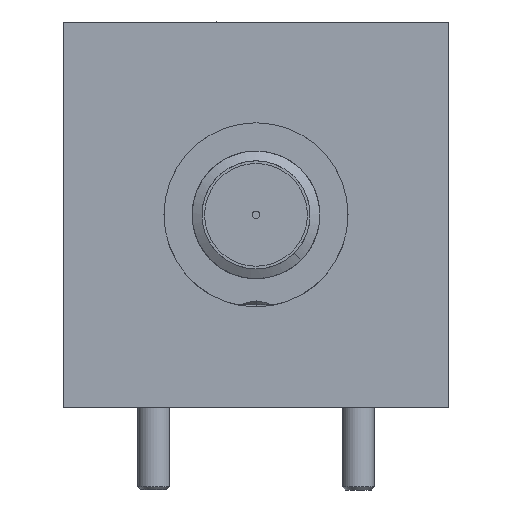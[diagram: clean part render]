
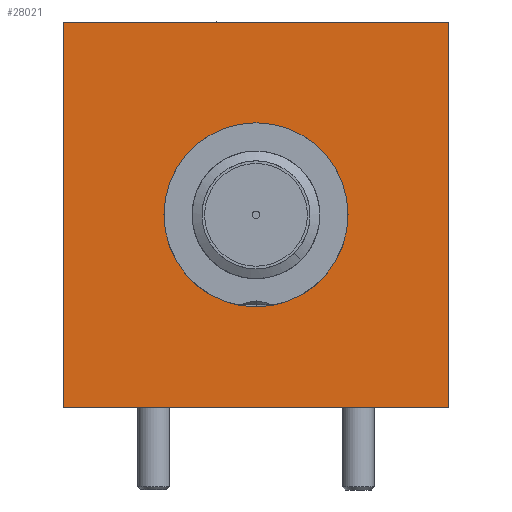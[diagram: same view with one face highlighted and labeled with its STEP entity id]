
A CAD part, left-side view. The second image highlights one B-rep face of the part: STEP entity #28021.
In plain terms, the highlighted planar face has unit normal (-1, 0, 0).
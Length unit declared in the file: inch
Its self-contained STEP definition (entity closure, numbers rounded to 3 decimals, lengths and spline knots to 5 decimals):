
#627 = VERTEX_POINT ( 'NONE', #26403 ) ;
#1152 = CARTESIAN_POINT ( 'NONE',  ( -0.5775, 0.75, -0.375 ) ) ;
#1910 = DIRECTION ( 'NONE',  ( 0., 0., -1. ) ) ;
#1983 = CARTESIAN_POINT ( 'NONE',  ( -0.5775, 0.375, 0. ) ) ;
#2173 = EDGE_CURVE ( 'NONE', #8445, #20390, #28921, .T. ) ;
#2733 = VECTOR ( 'NONE', #20922, 39.37008 ) ;
#3006 = CARTESIAN_POINT ( 'NONE',  ( -0.5775, 0.375, -0.179 ) ) ;
#3684 = FACE_BOUND ( 'NONE', #6911, .T. ) ;
#6023 = ORIENTED_EDGE ( 'NONE', *, *, #15109, .F. ) ;
#6434 = CARTESIAN_POINT ( 'NONE',  ( -0.5775, 0.75, 0.375 ) ) ;
#6694 = ORIENTED_EDGE ( 'NONE', *, *, #19901, .F. ) ;
#6830 = CARTESIAN_POINT ( 'NONE',  ( -0.5775, 0.75, 0.375 ) ) ;
#6911 = EDGE_LOOP ( 'NONE', ( #29888, #6023 ) ) ;
#7562 = VERTEX_POINT ( 'NONE', #21086 ) ;
#8252 = AXIS2_PLACEMENT_3D ( 'NONE', #1983, #14408, #11715 ) ;
#8445 = VERTEX_POINT ( 'NONE', #18437 ) ;
#11715 = DIRECTION ( 'NONE',  ( 0., 0., 1. ) ) ;
#12025 = DIRECTION ( 'NONE',  ( 0., -1., 0. ) ) ;
#12204 = VECTOR ( 'NONE', #23432, 39.37008 ) ;
#13892 = DIRECTION ( 'NONE',  ( 0., 0., 1. ) ) ;
#14152 = FACE_OUTER_BOUND ( 'NONE', #32022, .T. ) ;
#14228 = PLANE ( 'NONE',  #22230 ) ;
#14408 = DIRECTION ( 'NONE',  ( -1., 0., 0. ) ) ;
#15027 = VERTEX_POINT ( 'NONE', #27799 ) ;
#15102 = DIRECTION ( 'NONE',  ( -1., 0., 0. ) ) ;
#15109 = EDGE_CURVE ( 'NONE', #20390, #8445, #26341, .T. ) ;
#15613 = CARTESIAN_POINT ( 'NONE',  ( -0.5775, 0.75, 0.375 ) ) ;
#16509 = EDGE_CURVE ( 'NONE', #7562, #15027, #17026, .T. ) ;
#16714 = DIRECTION ( 'NONE',  ( 1., 0., 0. ) ) ;
#17026 = LINE ( 'NONE', #1152, #2733 ) ;
#18007 = LINE ( 'NONE', #23231, #12204 ) ;
#18437 = CARTESIAN_POINT ( 'NONE',  ( -0.5775, 0.375, 0.179 ) ) ;
#18861 = CARTESIAN_POINT ( 'NONE',  ( -0.5775, 0., 0.375 ) ) ;
#19234 = VERTEX_POINT ( 'NONE', #15613 ) ;
#19321 = AXIS2_PLACEMENT_3D ( 'NONE', #29640, #15102, #25011 ) ;
#19901 = EDGE_CURVE ( 'NONE', #7562, #19234, #18007, .T. ) ;
#20060 = LINE ( 'NONE', #18861, #24425 ) ;
#20390 = VERTEX_POINT ( 'NONE', #3006 ) ;
#20922 = DIRECTION ( 'NONE',  ( 0., -1., 0. ) ) ;
#20971 = EDGE_CURVE ( 'NONE', #15027, #627, #20060, .T. ) ;
#21086 = CARTESIAN_POINT ( 'NONE',  ( -0.5775, 0.75, -0.375 ) ) ;
#21136 = EDGE_CURVE ( 'NONE', #19234, #627, #27576, .T. ) ;
#22230 = AXIS2_PLACEMENT_3D ( 'NONE', #6434, #16714, #1910 ) ;
#23231 = CARTESIAN_POINT ( 'NONE',  ( -0.5775, 0.75, 0.375 ) ) ;
#23432 = DIRECTION ( 'NONE',  ( 0., 0., 1. ) ) ;
#24425 = VECTOR ( 'NONE', #13892, 39.37008 ) ;
#25011 = DIRECTION ( 'NONE',  ( 0., 0., 1. ) ) ;
#26333 = ORIENTED_EDGE ( 'NONE', *, *, #16509, .T. ) ;
#26341 = CIRCLE ( 'NONE', #8252, 0.179 ) ;
#26403 = CARTESIAN_POINT ( 'NONE',  ( -0.5775, 0., 0.375 ) ) ;
#27088 = ORIENTED_EDGE ( 'NONE', *, *, #20971, .T. ) ;
#27576 = LINE ( 'NONE', #6830, #29109 ) ;
#27690 = ORIENTED_EDGE ( 'NONE', *, *, #21136, .F. ) ;
#27799 = CARTESIAN_POINT ( 'NONE',  ( -0.5775, 0., -0.375 ) ) ;
#28021 = ADVANCED_FACE ( 'NONE', ( #3684, #14152 ), #14228, .F. ) ;
#28921 = CIRCLE ( 'NONE', #19321, 0.179 ) ;
#29109 = VECTOR ( 'NONE', #12025, 39.37008 ) ;
#29640 = CARTESIAN_POINT ( 'NONE',  ( -0.5775, 0.375, 0. ) ) ;
#29888 = ORIENTED_EDGE ( 'NONE', *, *, #2173, .F. ) ;
#32022 = EDGE_LOOP ( 'NONE', ( #27088, #27690, #6694, #26333 ) ) ;
